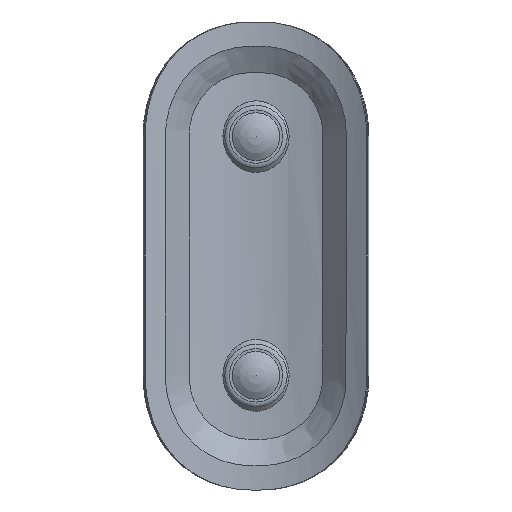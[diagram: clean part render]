
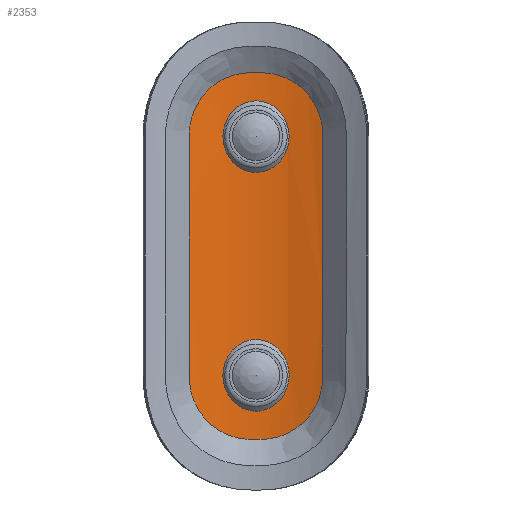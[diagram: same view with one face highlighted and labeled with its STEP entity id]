
A CAD part, front view. The second image highlights one B-rep face of the part: STEP entity #2353.
In plain terms, the highlighted cylindrical face has radius 85.3 mm (diameter 170.6 mm), a partial arc.
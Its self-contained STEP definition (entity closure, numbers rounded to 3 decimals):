
#450=CYLINDRICAL_SURFACE('',#28974,85.3);
#643=FACE_BOUND('',#6594,.T.);
#644=FACE_BOUND('',#6595,.T.);
#645=FACE_BOUND('',#6596,.T.);
#2353=ADVANCED_FACE('',(#643,#644,#645),#450,.F.);
#6594=EDGE_LOOP('',(#11149));
#6595=EDGE_LOOP('',(#11150));
#6596=EDGE_LOOP('',(#11151));
#11149=ORIENTED_EDGE('',*,*,#19723,.T.);
#11150=ORIENTED_EDGE('',*,*,#19724,.T.);
#11151=ORIENTED_EDGE('',*,*,#19722,.F.);
#16661=VERTEX_POINT('',#46242);
#16662=VERTEX_POINT('',#46879);
#16663=VERTEX_POINT('',#46900);
#19722=EDGE_CURVE('',#16661,#16661,#22527,.T.);
#19723=EDGE_CURVE('',#16662,#16662,#22528,.T.);
#19724=EDGE_CURVE('',#16663,#16663,#22529,.T.);
#22527=B_SPLINE_CURVE_WITH_KNOTS('',3,(#46173,#46174,#46175,#46176,#46177,
#46178,#46179,#46180,#46181,#46182,#46183,#46184,#46185,#46186,#46187,#46188,
#46189,#46190,#46191,#46192,#46193,#46194,#46195,#46196,#46197,#46198,#46199,
#46200,#46201,#46202,#46203,#46204,#46205,#46206,#46207,#46208,#46209,#46210,
#46211,#46212,#46213,#46214,#46215,#46216,#46217,#46218,#46219,#46220,#46221,
#46222,#46223,#46224,#46225,#46226,#46227,#46228,#46229,#46230,#46231,#46232,
#46233,#46234,#46235,#46236,#46237,#46238,#46239,#46240,#46241),.UNSPECIFIED.,
 .T.,.F.,(2,2,2,2,1,2,2,2,2,2,2,2,2,2,2,2,2,2,2,2,2,2,2,2,2,2,2,2,2,2,2,
2,2,2,2,2,2),(-0.031,0.,0.016,0.031,0.063,0.125,0.25,
0.281,0.297,0.313,0.328,0.344,0.375,0.391,0.406,0.422,
0.438,0.469,0.5,0.516,0.531,0.563,0.625,0.75,0.781,0.797,0.813,
0.828,0.844,0.875,0.891,0.906,0.922,0.938,0.969,1.,1.016),
 .UNSPECIFIED.);
#22528=B_SPLINE_CURVE_WITH_KNOTS('',3,(#46859,#46860,#46861,#46862,#46863,
#46864,#46865,#46866,#46867,#46868,#46869,#46870,#46871,#46872,#46873,#46874,
#46875,#46876,#46877,#46878),.UNSPECIFIED.,.T.,.F.,(2,2,2,2,2,2,2,2,2,2,
2,2),(-0.125,0.,0.125,0.25,0.375,0.438,0.5,0.625,0.75,0.875,1.,1.125),.UNSPECIFIED.);
#22529=B_SPLINE_CURVE_WITH_KNOTS('',3,(#46880,#46881,#46882,#46883,#46884,
#46885,#46886,#46887,#46888,#46889,#46890,#46891,#46892,#46893,#46894,#46895,
#46896,#46897,#46898,#46899),.UNSPECIFIED.,.T.,.F.,(2,2,2,2,2,2,2,2,2,2,
2,2),(-0.125,0.,0.125,0.25,0.375,0.438,0.5,0.625,0.75,0.875,1.,1.125),.UNSPECIFIED.);
#28974=AXIS2_PLACEMENT_3D('',#46901,#33732,#33733);
#33732=DIRECTION('',(0.,0.,1.));
#33733=DIRECTION('',(1.,0.,0.));
#46173=CARTESIAN_POINT('',(-26.385,81.122,-60.4));
#46174=CARTESIAN_POINT('',(-27.753,80.661,-54.61));
#46175=CARTESIAN_POINT('',(-27.991,80.576,-52.674));
#46176=CARTESIAN_POINT('',(-28.094,80.541,-48.793));
#46177=CARTESIAN_POINT('',(-28.054,80.555,-46.85));
#46178=CARTESIAN_POINT('',(-28.054,80.555,-41.024));
#46179=CARTESIAN_POINT('',(-28.054,80.555,-29.371));
#46180=CARTESIAN_POINT('',(-28.054,80.555,-17.719));
#46181=CARTESIAN_POINT('',(-28.054,80.555,5.585));
#46182=CARTESIAN_POINT('',(-28.055,80.554,21.122));
#46183=CARTESIAN_POINT('',(-28.054,80.555,40.542));
#46184=CARTESIAN_POINT('',(-28.056,80.554,44.426));
#46185=CARTESIAN_POINT('',(-28.054,80.555,50.253));
#46186=CARTESIAN_POINT('',(-28.041,80.56,52.194));
#46187=CARTESIAN_POINT('',(-27.473,80.755,56.069));
#46188=CARTESIAN_POINT('',(-26.982,80.923,58.));
#46189=CARTESIAN_POINT('',(-25.63,81.362,61.637));
#46190=CARTESIAN_POINT('',(-24.773,81.631,63.356));
#46191=CARTESIAN_POINT('',(-22.692,82.233,66.597));
#46192=CARTESIAN_POINT('',(-21.454,82.57,68.126));
#46193=CARTESIAN_POINT('',(-17.309,83.574,72.198));
#46194=CARTESIAN_POINT('',(-13.93,84.236,74.265));
#46195=CARTESIAN_POINT('',(-8.43,84.902,76.084));
#46196=CARTESIAN_POINT('',(-6.496,85.074,76.498));
#46197=CARTESIAN_POINT('',(-2.616,85.282,76.889));
#46198=CARTESIAN_POINT('',(-0.67,85.32,76.828));
#46199=CARTESIAN_POINT('',(3.219,85.261,76.814));
#46200=CARTESIAN_POINT('',(5.184,85.164,76.694));
#46201=CARTESIAN_POINT('',(9.014,84.844,75.933));
#46202=CARTESIAN_POINT('',(10.887,84.621,75.342));
#46203=CARTESIAN_POINT('',(16.154,83.832,72.975));
#46204=CARTESIAN_POINT('',(19.29,83.13,70.611));
#46205=CARTESIAN_POINT('',(24.237,81.824,64.707));
#46206=CARTESIAN_POINT('',(26.048,81.233,61.2));
#46207=CARTESIAN_POINT('',(27.575,80.722,55.583));
#46208=CARTESIAN_POINT('',(27.887,80.613,53.675));
#46209=CARTESIAN_POINT('',(28.119,80.532,49.785));
#46210=CARTESIAN_POINT('',(28.054,80.555,47.81));
#46211=CARTESIAN_POINT('',(28.054,80.555,41.922));
#46212=CARTESIAN_POINT('',(28.054,80.555,37.996));
#46213=CARTESIAN_POINT('',(28.054,80.555,26.219));
#46214=CARTESIAN_POINT('',(28.054,80.555,18.368));
#46215=CARTESIAN_POINT('',(28.054,80.555,-5.186));
#46216=CARTESIAN_POINT('',(28.055,80.554,-20.889));
#46217=CARTESIAN_POINT('',(28.054,80.555,-40.518));
#46218=CARTESIAN_POINT('',(28.057,80.554,-44.443));
#46219=CARTESIAN_POINT('',(28.054,80.555,-50.332));
#46220=CARTESIAN_POINT('',(28.035,80.562,-52.294));
#46221=CARTESIAN_POINT('',(27.443,80.765,-56.21));
#46222=CARTESIAN_POINT('',(26.936,80.939,-58.158));
#46223=CARTESIAN_POINT('',(25.547,81.388,-61.821));
#46224=CARTESIAN_POINT('',(24.668,81.663,-63.551));
#46225=CARTESIAN_POINT('',(22.532,82.278,-66.81));
#46226=CARTESIAN_POINT('',(21.263,82.62,-68.344));
#46227=CARTESIAN_POINT('',(17.03,83.633,-72.403));
#46228=CARTESIAN_POINT('',(13.583,84.295,-74.447));
#46229=CARTESIAN_POINT('',(7.989,84.946,-76.191));
#46230=CARTESIAN_POINT('',(6.023,85.11,-76.582));
#46231=CARTESIAN_POINT('',(2.1,85.297,-76.893));
#46232=CARTESIAN_POINT('',(0.133,85.323,-76.835));
#46233=CARTESIAN_POINT('',(-3.798,85.238,-76.801));
#46234=CARTESIAN_POINT('',(-5.783,85.126,-76.614));
#46235=CARTESIAN_POINT('',(-9.634,84.776,-75.756));
#46236=CARTESIAN_POINT('',(-11.503,84.539,-75.112));
#46237=CARTESIAN_POINT('',(-16.757,83.713,-72.579));
#46238=CARTESIAN_POINT('',(-19.852,82.996,-70.11));
#46239=CARTESIAN_POINT('',(-24.688,81.688,-63.964));
#46240=CARTESIAN_POINT('',(-26.385,81.122,-60.4));
#46241=CARTESIAN_POINT('',(-27.753,80.661,-54.61));
#46242=CARTESIAN_POINT('',(-27.297,80.814,-56.54));
#46859=CARTESIAN_POINT('',(-7.031,85.051,36.501));
#46860=CARTESIAN_POINT('',(-12.273,84.454,42.013));
#46861=CARTESIAN_POINT('',(-13.737,84.187,45.755));
#46862=CARTESIAN_POINT('',(-13.962,84.15,53.279));
#46863=CARTESIAN_POINT('',(-12.699,84.384,57.122));
#46864=CARTESIAN_POINT('',(-7.918,84.966,62.885));
#46865=CARTESIAN_POINT('',(-4.303,85.275,64.824));
#46866=CARTESIAN_POINT('',(1.367,85.31,65.057));
#46867=CARTESIAN_POINT('',(3.275,85.255,64.704));
#46868=CARTESIAN_POINT('',(6.771,85.049,63.228));
#46869=CARTESIAN_POINT('',(8.345,84.901,62.115));
#46870=CARTESIAN_POINT('',(12.237,84.458,58.031));
#46871=CARTESIAN_POINT('',(13.731,84.188,54.276));
#46872=CARTESIAN_POINT('',(13.967,84.149,46.734));
#46873=CARTESIAN_POINT('',(12.724,84.38,42.913));
#46874=CARTESIAN_POINT('',(7.911,84.967,37.101));
#46875=CARTESIAN_POINT('',(4.31,85.275,35.174));
#46876=CARTESIAN_POINT('',(-3.277,85.321,34.867));
#46877=CARTESIAN_POINT('',(-7.031,85.051,36.501));
#46878=CARTESIAN_POINT('',(-12.273,84.454,42.013));
#46879=CARTESIAN_POINT('',(-9.652,84.752,39.257));
#46880=CARTESIAN_POINT('',(-7.117,85.043,-63.445));
#46881=CARTESIAN_POINT('',(-12.322,84.446,-57.897));
#46882=CARTESIAN_POINT('',(-13.763,84.182,-54.146));
#46883=CARTESIAN_POINT('',(-13.942,84.153,-46.622));
#46884=CARTESIAN_POINT('',(-12.655,84.391,-42.786));
#46885=CARTESIAN_POINT('',(-7.836,84.974,-37.055));
#46886=CARTESIAN_POINT('',(-4.205,85.28,-35.143));
#46887=CARTESIAN_POINT('',(1.467,85.308,-34.954));
#46888=CARTESIAN_POINT('',(3.372,85.251,-35.322));
#46889=CARTESIAN_POINT('',(6.856,85.042,-36.824));
#46890=CARTESIAN_POINT('',(8.422,84.893,-37.948));
#46891=CARTESIAN_POINT('',(12.286,84.45,-42.059));
#46892=CARTESIAN_POINT('',(13.757,84.183,-45.823));
#46893=CARTESIAN_POINT('',(13.947,84.152,-53.365));
#46894=CARTESIAN_POINT('',(12.68,84.388,-57.179));
#46895=CARTESIAN_POINT('',(7.828,84.975,-62.959));
#46896=CARTESIAN_POINT('',(4.212,85.28,-64.859));
#46897=CARTESIAN_POINT('',(-3.377,85.318,-65.107));
#46898=CARTESIAN_POINT('',(-7.117,85.043,-63.445));
#46899=CARTESIAN_POINT('',(-12.322,84.446,-57.897));
#46900=CARTESIAN_POINT('',(-9.72,84.744,-60.671));
#46901=CARTESIAN_POINT('',(0.,0.,-110.));
